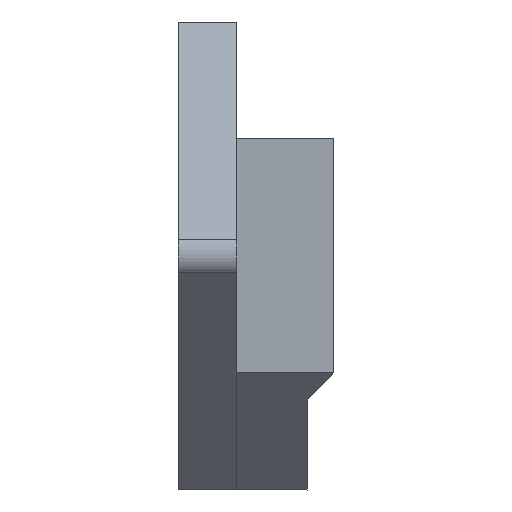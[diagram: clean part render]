
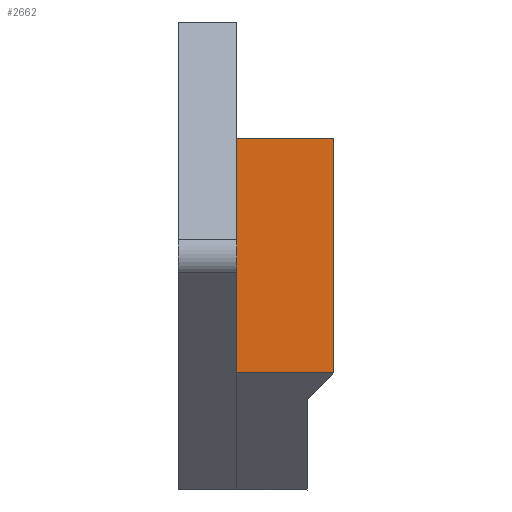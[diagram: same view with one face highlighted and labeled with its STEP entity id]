
A CAD part, left-side view. The second image highlights one B-rep face of the part: STEP entity #2662.
In plain terms, the highlighted planar face has unit normal (-1, 0, 0).
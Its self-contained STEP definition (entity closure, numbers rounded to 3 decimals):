
#1622 = VERTEX_POINT('',#1623);
#1623 = CARTESIAN_POINT('',(-10.,65.,22.));
#1637 = PLANE('',#1638);
#1638 = AXIS2_PLACEMENT_3D('',#1639,#1640,#1641);
#1639 = CARTESIAN_POINT('',(0.,65.,52.));
#1640 = DIRECTION('',(0.,1.,0.));
#1641 = DIRECTION('',(0.,0.,1.));
#1663 = PLANE('',#1664);
#1664 = AXIS2_PLACEMENT_3D('',#1665,#1666,#1667);
#1665 = CARTESIAN_POINT('',(-10.,65.,22.));
#1666 = DIRECTION('',(0.707,0.,0.707)
  );
#1667 = DIRECTION('',(0.707,0.,
    -0.707));
#1759 = VERTEX_POINT('',#1760);
#1760 = CARTESIAN_POINT('',(-10.,65.,42.));
#2199 = EDGE_CURVE('',#1759,#1622,#2200,.T.);
#2200 = SURFACE_CURVE('',#2201,(#2205,#2212),.PCURVE_S1.);
#2201 = LINE('',#2202,#2203);
#2202 = CARTESIAN_POINT('',(-10.,65.,42.));
#2203 = VECTOR('',#2204,1.);
#2204 = DIRECTION('',(0.,0.,-1.));
#2205 = PCURVE('',#1637,#2206);
#2206 = DEFINITIONAL_REPRESENTATION('',(#2207),#2211);
#2207 = LINE('',#2208,#2209);
#2208 = CARTESIAN_POINT('',(-10.,-10.));
#2209 = VECTOR('',#2210,1.);
#2210 = DIRECTION('',(-1.,0.));
#2211 = ( GEOMETRIC_REPRESENTATION_CONTEXT(2) 
PARAMETRIC_REPRESENTATION_CONTEXT() REPRESENTATION_CONTEXT('2D SPACE',''
  ) );
#2212 = PCURVE('',#2213,#2218);
#2213 = PLANE('',#2214);
#2214 = AXIS2_PLACEMENT_3D('',#2215,#2216,#2217);
#2215 = CARTESIAN_POINT('',(-10.,65.,42.));
#2216 = DIRECTION('',(1.,0.,0.));
#2217 = DIRECTION('',(0.,0.,-1.));
#2218 = DEFINITIONAL_REPRESENTATION('',(#2219),#2223);
#2219 = LINE('',#2220,#2221);
#2220 = CARTESIAN_POINT('',(0.,0.));
#2221 = VECTOR('',#2222,1.);
#2222 = DIRECTION('',(1.,0.));
#2223 = ( GEOMETRIC_REPRESENTATION_CONTEXT(2) 
PARAMETRIC_REPRESENTATION_CONTEXT() REPRESENTATION_CONTEXT('2D SPACE',''
  ) );
#2234 = EDGE_CURVE('',#1622,#2235,#2237,.T.);
#2235 = VERTEX_POINT('',#2236);
#2236 = CARTESIAN_POINT('',(-10.,56.699,22.));
#2237 = SURFACE_CURVE('',#2238,(#2242,#2249),.PCURVE_S1.);
#2238 = LINE('',#2239,#2240);
#2239 = CARTESIAN_POINT('',(-10.,65.,22.));
#2240 = VECTOR('',#2241,1.);
#2241 = DIRECTION('',(0.,-1.,0.));
#2242 = PCURVE('',#1663,#2243);
#2243 = DEFINITIONAL_REPRESENTATION('',(#2244),#2248);
#2244 = LINE('',#2245,#2246);
#2245 = CARTESIAN_POINT('',(0.,0.));
#2246 = VECTOR('',#2247,1.);
#2247 = DIRECTION('',(0.,-1.));
#2248 = ( GEOMETRIC_REPRESENTATION_CONTEXT(2) 
PARAMETRIC_REPRESENTATION_CONTEXT() REPRESENTATION_CONTEXT('2D SPACE',''
  ) );
#2249 = PCURVE('',#2213,#2250);
#2250 = DEFINITIONAL_REPRESENTATION('',(#2251),#2255);
#2251 = LINE('',#2252,#2253);
#2252 = CARTESIAN_POINT('',(20.,0.));
#2253 = VECTOR('',#2254,1.);
#2254 = DIRECTION('',(0.,-1.));
#2255 = ( GEOMETRIC_REPRESENTATION_CONTEXT(2) 
PARAMETRIC_REPRESENTATION_CONTEXT() REPRESENTATION_CONTEXT('2D SPACE',''
  ) );
#2272 = PLANE('',#2273);
#2273 = AXIS2_PLACEMENT_3D('',#2274,#2275,#2276);
#2274 = CARTESIAN_POINT('',(-10.281,56.418,0.));
#2275 = DIRECTION('',(-0.707,0.707,0.));
#2276 = DIRECTION('',(0.707,0.707,0.));
#2364 = PLANE('',#2365);
#2365 = AXIS2_PLACEMENT_3D('',#2366,#2367,#2368);
#2366 = CARTESIAN_POINT('',(0.,65.,42.));
#2367 = DIRECTION('',(0.,0.,-1.));
#2368 = DIRECTION('',(-1.,0.,0.));
#2662 = ADVANCED_FACE('',(#2663),#2213,.F.);
#2663 = FACE_BOUND('',#2664,.F.);
#2664 = EDGE_LOOP('',(#2665,#2666,#2689,#2709));
#2665 = ORIENTED_EDGE('',*,*,#2199,.F.);
#2666 = ORIENTED_EDGE('',*,*,#2667,.T.);
#2667 = EDGE_CURVE('',#1759,#2668,#2670,.T.);
#2668 = VERTEX_POINT('',#2669);
#2669 = CARTESIAN_POINT('',(-10.,56.699,42.));
#2670 = SURFACE_CURVE('',#2671,(#2675,#2682),.PCURVE_S1.);
#2671 = LINE('',#2672,#2673);
#2672 = CARTESIAN_POINT('',(-10.,65.,42.));
#2673 = VECTOR('',#2674,1.);
#2674 = DIRECTION('',(0.,-1.,0.));
#2675 = PCURVE('',#2213,#2676);
#2676 = DEFINITIONAL_REPRESENTATION('',(#2677),#2681);
#2677 = LINE('',#2678,#2679);
#2678 = CARTESIAN_POINT('',(0.,0.));
#2679 = VECTOR('',#2680,1.);
#2680 = DIRECTION('',(0.,-1.));
#2681 = ( GEOMETRIC_REPRESENTATION_CONTEXT(2) 
PARAMETRIC_REPRESENTATION_CONTEXT() REPRESENTATION_CONTEXT('2D SPACE',''
  ) );
#2682 = PCURVE('',#2364,#2683);
#2683 = DEFINITIONAL_REPRESENTATION('',(#2684),#2688);
#2684 = LINE('',#2685,#2686);
#2685 = CARTESIAN_POINT('',(10.,0.));
#2686 = VECTOR('',#2687,1.);
#2687 = DIRECTION('',(0.,-1.));
#2688 = ( GEOMETRIC_REPRESENTATION_CONTEXT(2) 
PARAMETRIC_REPRESENTATION_CONTEXT() REPRESENTATION_CONTEXT('2D SPACE',''
  ) );
#2689 = ORIENTED_EDGE('',*,*,#2690,.T.);
#2690 = EDGE_CURVE('',#2668,#2235,#2691,.T.);
#2691 = SURFACE_CURVE('',#2692,(#2696,#2702),.PCURVE_S1.);
#2692 = LINE('',#2693,#2694);
#2693 = CARTESIAN_POINT('',(-10.,56.699,21.));
#2694 = VECTOR('',#2695,1.);
#2695 = DIRECTION('',(0.,0.,-1.));
#2696 = PCURVE('',#2213,#2697);
#2697 = DEFINITIONAL_REPRESENTATION('',(#2698),#2701);
#2698 = B_SPLINE_CURVE_WITH_KNOTS('',1,(#2699,#2700),.UNSPECIFIED.,.F.,
  .F.,(2,2),(-23.,1.),.PIECEWISE_BEZIER_KNOTS.);
#2699 = CARTESIAN_POINT('',(-2.,-8.301));
#2700 = CARTESIAN_POINT('',(22.,-8.301));
#2701 = ( GEOMETRIC_REPRESENTATION_CONTEXT(2) 
PARAMETRIC_REPRESENTATION_CONTEXT() REPRESENTATION_CONTEXT('2D SPACE',''
  ) );
#2702 = PCURVE('',#2272,#2703);
#2703 = DEFINITIONAL_REPRESENTATION('',(#2704),#2708);
#2704 = LINE('',#2705,#2706);
#2705 = CARTESIAN_POINT('',(0.398,-21.));
#2706 = VECTOR('',#2707,1.);
#2707 = DIRECTION('',(0.,1.));
#2708 = ( GEOMETRIC_REPRESENTATION_CONTEXT(2) 
PARAMETRIC_REPRESENTATION_CONTEXT() REPRESENTATION_CONTEXT('2D SPACE',''
  ) );
#2709 = ORIENTED_EDGE('',*,*,#2234,.F.);
